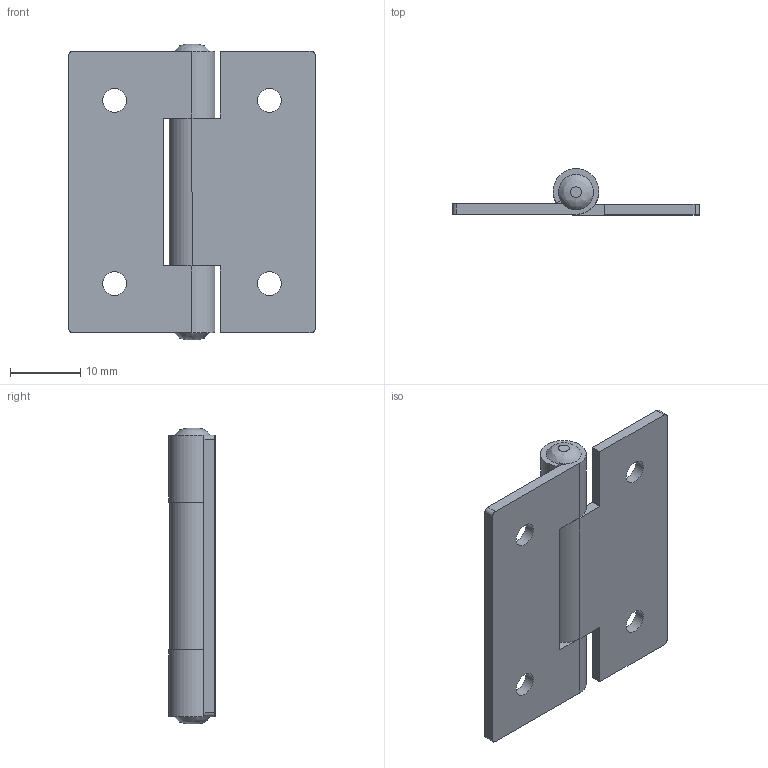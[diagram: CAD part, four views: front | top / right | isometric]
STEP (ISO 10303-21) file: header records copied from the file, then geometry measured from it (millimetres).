
FILE_DESCRIPTION(/* description */ (''),/* implementation_level */ '2;1');
FILE_NAME(/* name */ 'HG4035-15.stp',/* time_stamp */ '2025-11-05T16:34:35+09:00',/* author */ ('user'),/* organization */ (''),/* preprocessor_version */ 'ST-DEVELOPER v15.6',/* originating_system */ 'Autodesk Inventor 2015',/* authorisation */ '');
FILE_SCHEMA (('AUTOMOTIVE_DESIGN { 1 0 10303 214 3 1 1 }'));
Length unit declared in the file: millimetre
Products named in the file (3): HG4035-15-P1; HG4035-15-P2; HG4035-15
Bounding box: 35 x 6.6 x 42 mm (x, y, z)
Volume: 3046.5 mm3; surface area: 4523.1 mm2
Topology: 3 solids, 3 shells, 41 faces, 104 edges, 71 vertices
Faces by surface type: plane 24, cylinder 15, bspline 2
Full cylindrical faces by diameter (mm): 3.4 x4, 3.7 x1
Entity records: 1321 total; most frequent: CARTESIAN_POINT 264, DIRECTION 216, ORIENTED_EDGE 190, EDGE_CURVE 95, AXIS2_PLACEMENT_3D 79, VERTEX_POINT 67, LINE 58, VECTOR 58
